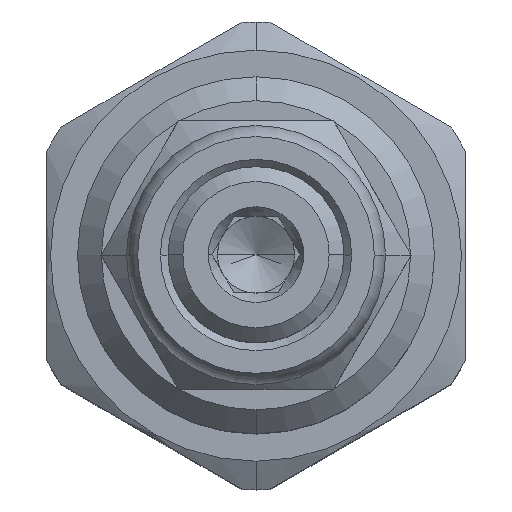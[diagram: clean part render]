
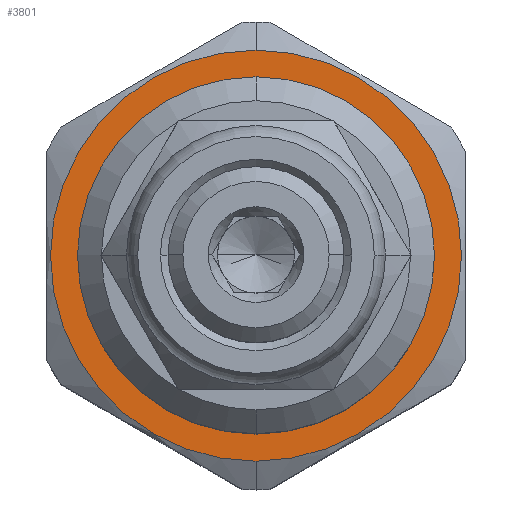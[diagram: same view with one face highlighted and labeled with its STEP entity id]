
A CAD part, top view. The second image highlights one B-rep face of the part: STEP entity #3801.
In plain terms, the highlighted planar face has unit normal (0, 0, 1).
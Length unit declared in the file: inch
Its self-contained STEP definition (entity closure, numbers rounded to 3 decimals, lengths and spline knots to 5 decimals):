
#476=CARTESIAN_POINT('',(0.,0.,2.37));
#477=DIRECTION('',(0.,0.,1.));
#478=DIRECTION('',(0.,-1.,0.));
#479=AXIS2_PLACEMENT_3D('',#476,#477,#478);
#481=CARTESIAN_POINT('',(0.,0.,2.37));
#482=DIRECTION('',(0.,0.,-1.));
#483=DIRECTION('',(0.,-1.,0.));
#484=AXIS2_PLACEMENT_3D('',#481,#482,#483);
#490=CARTESIAN_POINT('',(0.,0.,2.37));
#491=DIRECTION('',(0.,0.,-1.));
#492=DIRECTION('',(0.,-1.,0.));
#493=AXIS2_PLACEMENT_3D('',#490,#491,#492);
#684=CARTESIAN_POINT('',(0.,0.,2.37));
#685=DIRECTION('',(0.,0.,1.));
#686=DIRECTION('',(0.,-1.,0.));
#687=AXIS2_PLACEMENT_3D('',#684,#685,#686);
#2781=CARTESIAN_POINT('',(0.,-0.43,2.37));
#2783=VERTEX_POINT('',#2781);
#2789=CARTESIAN_POINT('',(0.,0.43,2.37));
#2791=VERTEX_POINT('',#2789);
#2797=CARTESIAN_POINT('',(0.,-0.3735,2.37));
#2798=CARTESIAN_POINT('',(0.,0.3735,2.37));
#2799=VERTEX_POINT('',#2797);
#2800=VERTEX_POINT('',#2798);
#3786=CARTESIAN_POINT('',(0.,0.,2.37));
#3787=DIRECTION('',(0.,0.,1.));
#3788=DIRECTION('',(0.,-1.,0.));
#3789=AXIS2_PLACEMENT_3D('',#3786,#3787,#3788);
#3790=PLANE('',#3789);
#3792=ORIENTED_EDGE('',*,*,#3791,.T.);
#3794=ORIENTED_EDGE('',*,*,#3793,.F.);
#3795=EDGE_LOOP('',(#3792,#3794));
#3796=FACE_OUTER_BOUND('',#3795,.F.);
#3797=ORIENTED_EDGE('',*,*,#3751,.T.);
#3798=ORIENTED_EDGE('',*,*,#3779,.F.);
#3799=EDGE_LOOP('',(#3797,#3798));
#3800=FACE_BOUND('',#3799,.F.);
#3801=ADVANCED_FACE('',(#3796,#3800),#3790,.T.);
#480=CIRCLE('',#479,0.3735);
#485=CIRCLE('',#484,0.3735);
#494=CIRCLE('',#493,0.43);
#688=CIRCLE('',#687,0.43);
#3751=EDGE_CURVE('',#2799,#2800,#480,.T.);
#3779=EDGE_CURVE('',#2799,#2800,#485,.T.);
#3791=EDGE_CURVE('',#2783,#2791,#494,.T.);
#3793=EDGE_CURVE('',#2783,#2791,#688,.T.);
